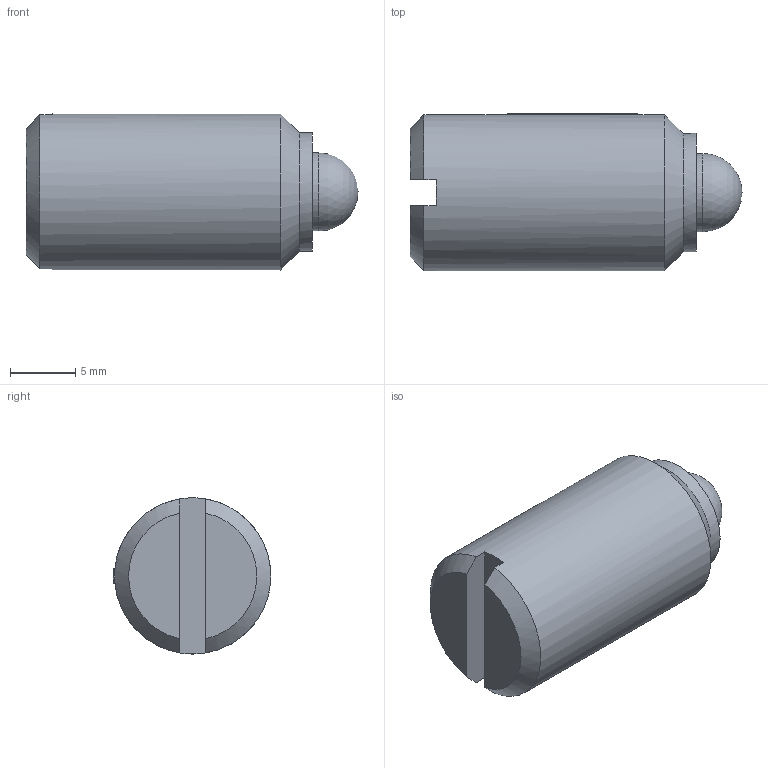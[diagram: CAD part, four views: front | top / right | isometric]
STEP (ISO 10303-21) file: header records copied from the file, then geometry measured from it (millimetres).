
FILE_DESCRIPTION( ( 'STEP AP214' ), '1' );
FILE_NAME( 'K0323.1120.stp', '2020-12-02T15:54:34', ( '' ), ( '' ), ' ', 'PARTsolutions', ' ' );
FILE_SCHEMA( ( 'AUTOMOTIVE_DESIGN { 1 0 10303 214 1 1 1 1 }' ) );
Length unit declared in the file: millimetre
Products named in the file (1): _K0323.1120
Bounding box: 25.5 x 12.1 x 11.99 mm (x, y, z)
Volume: 2304.9 mm3; surface area: 1203.3 mm2
Topology: 1 solids, 2 shells, 30 faces, 72 edges, 46 vertices
Faces by surface type: plane 20, cylinder 5, cone 4, sphere 1
Full cylindrical faces by diameter (mm): 5.98 x1, 6 x1, 9.1 x1, 12 x1
Entity records: 1024 total; most frequent: CARTESIAN_POINT 153, DIRECTION 128, ORIENTED_EDGE 118, EDGE_CURVE 59, AXIS2_PLACEMENT_3D 46, VERTEX_POINT 41, LINE 36, VECTOR 36
